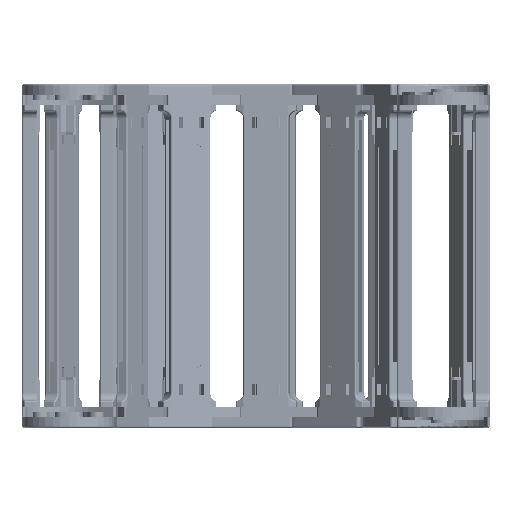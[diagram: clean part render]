
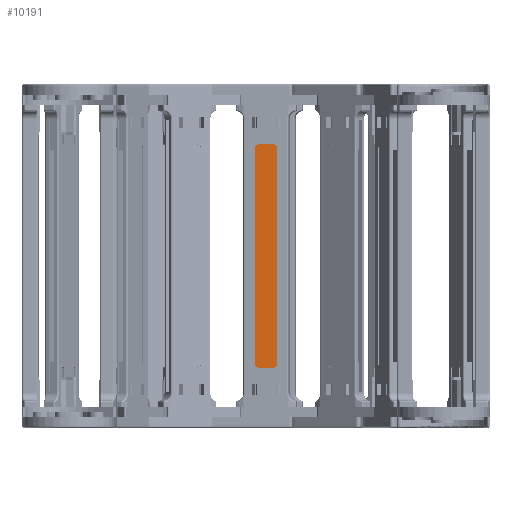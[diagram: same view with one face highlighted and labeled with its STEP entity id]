
A CAD part, left-side view. The second image highlights one B-rep face of the part: STEP entity #10191.
In plain terms, the highlighted face is planar.
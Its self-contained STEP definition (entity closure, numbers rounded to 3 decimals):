
#432 = VECTOR ( 'NONE', #13922, 1000. ) ;
#797 = FACE_OUTER_BOUND ( 'NONE', #14048, .T. ) ;
#1015 = CIRCLE ( 'NONE', #28670, 2.515 ) ;
#1122 = CARTESIAN_POINT ( 'NONE',  ( -64.14, 30.497, -145.809 ) ) ;
#1762 = CARTESIAN_POINT ( 'NONE',  ( -76.715, 30.497, -2.151 ) ) ;
#1880 = DIRECTION ( 'NONE',  ( 0., 0., 1. ) ) ;
#2292 = VERTEX_POINT ( 'NONE', #15376 ) ;
#2524 = CARTESIAN_POINT ( 'NONE',  ( -66.655, 30.497, -148.324 ) ) ;
#2694 = DIRECTION ( 'NONE',  ( 0., -1., 0. ) ) ;
#3114 = CARTESIAN_POINT ( 'NONE',  ( -76.715, 30.497, -145.809 ) ) ;
#4983 = ORIENTED_EDGE ( 'NONE', *, *, #32623, .F. ) ;
#6100 = DIRECTION ( 'NONE',  ( 0., -1., 0. ) ) ;
#6361 = ORIENTED_EDGE ( 'NONE', *, *, #18112, .F. ) ;
#6560 = EDGE_CURVE ( 'NONE', #11853, #21212, #17758, .T. ) ;
#6915 = VECTOR ( 'NONE', #28626, 1000. ) ;
#7082 = CARTESIAN_POINT ( 'NONE',  ( -66.655, 30.497, 0.364 ) ) ;
#7833 = EDGE_CURVE ( 'NONE', #22541, #22070, #28170, .T. ) ;
#9217 = EDGE_CURVE ( 'NONE', #33587, #22541, #26397, .T. ) ;
#9403 = ORIENTED_EDGE ( 'NONE', *, *, #24737, .F. ) ;
#10191 = ADVANCED_FACE ( 'NONE', ( #797 ), #18816, .F. ) ;
#10379 = DIRECTION ( 'NONE',  ( -1., 0., 0. ) ) ;
#10738 = CIRCLE ( 'NONE', #11011, 2.515 ) ;
#10990 = LINE ( 'NONE', #28942, #31841 ) ;
#10993 = DIRECTION ( 'NONE',  ( 0., -1., 0. ) ) ;
#11011 = AXIS2_PLACEMENT_3D ( 'NONE', #1762, #23949, #1880 ) ;
#11695 = LINE ( 'NONE', #33483, #31263 ) ;
#11853 = VERTEX_POINT ( 'NONE', #2524 ) ;
#11948 = DIRECTION ( 'NONE',  ( 1., 0., 0. ) ) ;
#12173 = CARTESIAN_POINT ( 'NONE',  ( -66.655, 30.497, -145.809 ) ) ;
#13922 = DIRECTION ( 'NONE',  ( 0., 0., -1. ) ) ;
#14014 = DIRECTION ( 'NONE',  ( 0., 0., 1. ) ) ;
#14048 = EDGE_LOOP ( 'NONE', ( #31661, #17336, #20455, #9403, #4983, #20900, #6361, #23707 ) ) ;
#14118 = DIRECTION ( 'NONE',  ( 0., -1., 0. ) ) ;
#14223 = LINE ( 'NONE', #34257, #6915 ) ;
#14249 = AXIS2_PLACEMENT_3D ( 'NONE', #3114, #6100, #14014 ) ;
#15376 = CARTESIAN_POINT ( 'NONE',  ( -64.14, 30.497, -2.151 ) ) ;
#15740 = VERTEX_POINT ( 'NONE', #30074 ) ;
#16402 = DIRECTION ( 'NONE',  ( 0., 0., 1. ) ) ;
#16873 = CARTESIAN_POINT ( 'NONE',  ( -76.715, 30.497, -145.789 ) ) ;
#17336 = ORIENTED_EDGE ( 'NONE', *, *, #20529, .F. ) ;
#17758 = CIRCLE ( 'NONE', #28725, 2.515 ) ;
#18112 = EDGE_CURVE ( 'NONE', #22070, #11853, #11695, .T. ) ;
#18750 = CARTESIAN_POINT ( 'NONE',  ( -76.715, 30.497, -148.324 ) ) ;
#18816 = PLANE ( 'NONE',  #23595 ) ;
#18847 = DIRECTION ( 'NONE',  ( 0., 0., 1. ) ) ;
#20455 = ORIENTED_EDGE ( 'NONE', *, *, #29750, .F. ) ;
#20529 = EDGE_CURVE ( 'NONE', #15740, #33587, #10738, .T. ) ;
#20900 = ORIENTED_EDGE ( 'NONE', *, *, #6560, .F. ) ;
#21212 = VERTEX_POINT ( 'NONE', #1122 ) ;
#22070 = VERTEX_POINT ( 'NONE', #18750 ) ;
#22541 = VERTEX_POINT ( 'NONE', #33123 ) ;
#23438 = VERTEX_POINT ( 'NONE', #7082 ) ;
#23595 = AXIS2_PLACEMENT_3D ( 'NONE', #16873, #10993, #16402 ) ;
#23707 = ORIENTED_EDGE ( 'NONE', *, *, #7833, .F. ) ;
#23949 = DIRECTION ( 'NONE',  ( 0., -1., 0. ) ) ;
#24737 = EDGE_CURVE ( 'NONE', #2292, #23438, #1015, .T. ) ;
#25936 = DIRECTION ( 'NONE',  ( 0., 0., -1. ) ) ;
#26397 = LINE ( 'NONE', #32886, #432 ) ;
#28170 = CIRCLE ( 'NONE', #14249, 2.515 ) ;
#28626 = DIRECTION ( 'NONE',  ( 0., 0., 1. ) ) ;
#28670 = AXIS2_PLACEMENT_3D ( 'NONE', #29825, #2694, #18847 ) ;
#28725 = AXIS2_PLACEMENT_3D ( 'NONE', #12173, #14118, #25936 ) ;
#28942 = CARTESIAN_POINT ( 'NONE',  ( -76.715, 30.497, 0.364 ) ) ;
#29113 = CARTESIAN_POINT ( 'NONE',  ( -79.23, 30.497, -2.151 ) ) ;
#29750 = EDGE_CURVE ( 'NONE', #23438, #15740, #10990, .T. ) ;
#29825 = CARTESIAN_POINT ( 'NONE',  ( -66.655, 30.497, -2.151 ) ) ;
#30074 = CARTESIAN_POINT ( 'NONE',  ( -76.715, 30.497, 0.364 ) ) ;
#31263 = VECTOR ( 'NONE', #11948, 1000. ) ;
#31661 = ORIENTED_EDGE ( 'NONE', *, *, #9217, .F. ) ;
#31841 = VECTOR ( 'NONE', #10379, 1000. ) ;
#32623 = EDGE_CURVE ( 'NONE', #21212, #2292, #14223, .T. ) ;
#32886 = CARTESIAN_POINT ( 'NONE',  ( -79.23, 30.497, -145.789 ) ) ;
#33123 = CARTESIAN_POINT ( 'NONE',  ( -79.23, 30.497, -145.809 ) ) ;
#33483 = CARTESIAN_POINT ( 'NONE',  ( -76.715, 30.497, -148.324 ) ) ;
#33587 = VERTEX_POINT ( 'NONE', #29113 ) ;
#34257 = CARTESIAN_POINT ( 'NONE',  ( -64.14, 30.497, -145.789 ) ) ;
